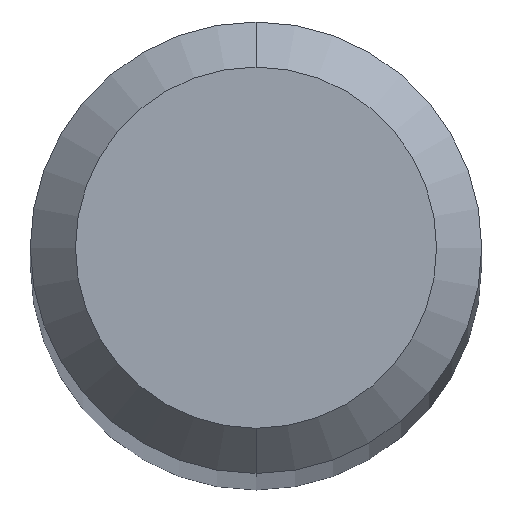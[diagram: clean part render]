
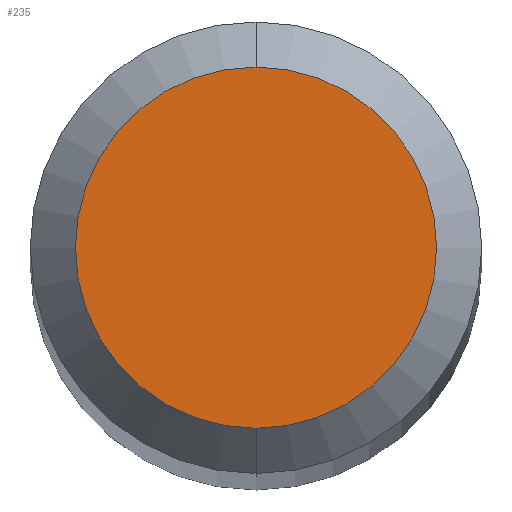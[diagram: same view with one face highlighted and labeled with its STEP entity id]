
A CAD part, top view. The second image highlights one B-rep face of the part: STEP entity #235.
In plain terms, the highlighted planar face has unit normal (0, 0, 1).
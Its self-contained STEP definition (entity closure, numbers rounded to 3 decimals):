
#221=EDGE_CURVE('',#437,#273,#542,.T.);
#235=ADVANCED_FACE('',(#561),#562,.T.);
#273=VERTEX_POINT('',#607);
#405=EDGE_CURVE('',#273,#437,#754,.T.);
#437=VERTEX_POINT('',#790);
#542=CIRCLE('',#913,1.2);
#561=FACE_OUTER_BOUND('',#935,.T.);
#562=PLANE('',#936);
#607=CARTESIAN_POINT('',(0.,-1.2,0.0));
#754=CIRCLE('',#1332,1.2);
#790=CARTESIAN_POINT('',(0.0,1.2,0.0));
#913=AXIS2_PLACEMENT_3D('',#1540,#1541,#1542);
#935=EDGE_LOOP('',(#1589,#1590));
#936=AXIS2_PLACEMENT_3D('',#1591,#1592,#1593);
#1332=AXIS2_PLACEMENT_3D('',#1810,#1811,#1812);
#1540=CARTESIAN_POINT('',(0.0,0.0,0.0));
#1541=DIRECTION('',(0.0,0.0,-1.0));
#1542=DIRECTION('',(0.0,1.0,0.0));
#1589=ORIENTED_EDGE('',*,*,#221,.F.);
#1590=ORIENTED_EDGE('',*,*,#405,.F.);
#1591=CARTESIAN_POINT('',(0.0,0.6,0.0));
#1592=DIRECTION('',(-0.0,0.0,1.0));
#1593=DIRECTION('',(0.0,-1.0,0.0));
#1810=CARTESIAN_POINT('',(0.0,0.0,0.0));
#1811=DIRECTION('',(0.0,0.0,-1.0));
#1812=DIRECTION('',(0.0,1.0,0.0));
